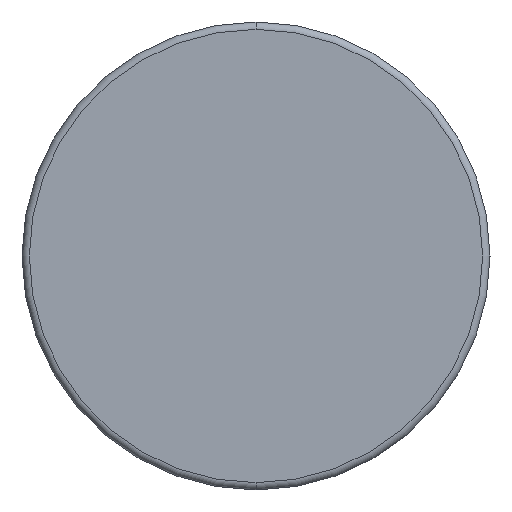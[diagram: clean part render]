
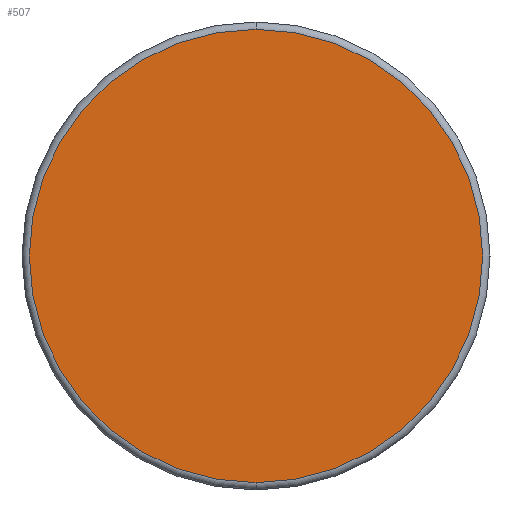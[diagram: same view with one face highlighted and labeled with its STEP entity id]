
A CAD part, left-side view. The second image highlights one B-rep face of the part: STEP entity #507.
In plain terms, the highlighted planar face has unit normal (-1, 0, 0).
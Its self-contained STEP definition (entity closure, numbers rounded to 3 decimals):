
#126=CARTESIAN_POINT('',(-0.9,0.,0.));
#127=DIRECTION('',(-1.,0.,0.));
#128=DIRECTION('',(0.,0.,-1.));
#129=AXIS2_PLACEMENT_3D('',#126,#127,#128);
#131=CARTESIAN_POINT('',(-0.9,0.,0.));
#132=DIRECTION('',(1.,0.,0.));
#133=DIRECTION('',(0.,0.,-1.));
#134=AXIS2_PLACEMENT_3D('',#131,#132,#133);
#276=CARTESIAN_POINT('',(-0.9,0.,-3.088));
#277=CARTESIAN_POINT('',(-0.9,0.,3.088));
#278=VERTEX_POINT('',#276);
#279=VERTEX_POINT('',#277);
#498=CARTESIAN_POINT('',(-0.9,0.,0.));
#499=DIRECTION('',(1.,0.,0.));
#500=DIRECTION('',(0.,0.,1.));
#501=AXIS2_PLACEMENT_3D('',#498,#499,#500);
#502=PLANE('',#501);
#503=ORIENTED_EDGE('',*,*,#491,.F.);
#504=ORIENTED_EDGE('',*,*,#480,.T.);
#505=EDGE_LOOP('',(#503,#504));
#506=FACE_OUTER_BOUND('',#505,.F.);
#130=CIRCLE('',#129,3.088);
#135=CIRCLE('',#134,3.088);
#480=EDGE_CURVE('',#278,#279,#135,.T.);
#491=EDGE_CURVE('',#278,#279,#130,.T.);
#507=ADVANCED_FACE('',(#506),#502,.F.);
